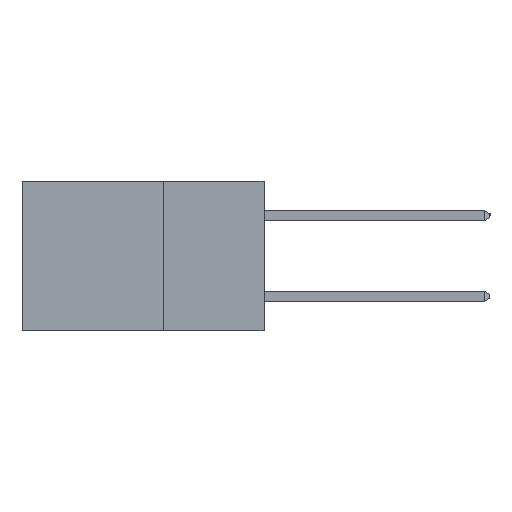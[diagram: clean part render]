
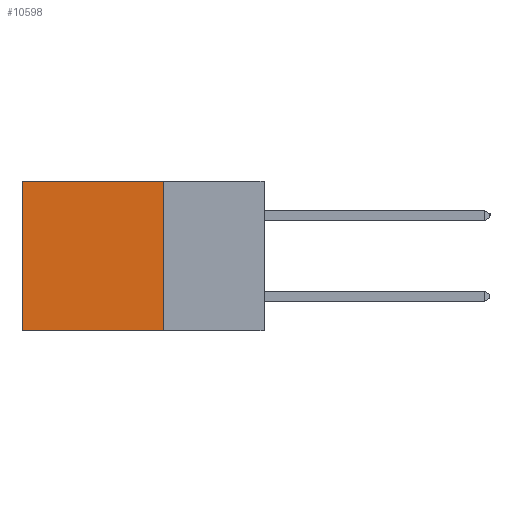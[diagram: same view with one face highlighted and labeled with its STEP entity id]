
A CAD part, left-side view. The second image highlights one B-rep face of the part: STEP entity #10598.
In plain terms, the highlighted planar face has unit normal (-1, 0, 0).
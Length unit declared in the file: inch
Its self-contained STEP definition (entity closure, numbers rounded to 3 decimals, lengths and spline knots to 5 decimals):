
#283 = FACE_OUTER_BOUND ( 'NONE', #9191, .T. ) ;
#641 = EDGE_CURVE ( 'NONE', #6954, #10570, #8067, .T. ) ;
#1354 = CARTESIAN_POINT ( 'NONE',  ( 0.2615, 0.25, -0.37 ) ) ;
#1788 = VECTOR ( 'NONE', #6625, 39.37008 ) ;
#2209 = DIRECTION ( 'NONE',  ( 0., 0., -1. ) ) ;
#2222 = VECTOR ( 'NONE', #2209, 39.37008 ) ;
#2260 = CARTESIAN_POINT ( 'NONE',  ( 0.2615, 0.6, -0.37 ) ) ;
#2327 = EDGE_CURVE ( 'NONE', #10570, #3706, #10264, .T. ) ;
#2384 = LINE ( 'NONE', #2260, #10066 ) ;
#2924 = PLANE ( 'NONE',  #7150 ) ;
#2971 = CARTESIAN_POINT ( 'NONE',  ( 0.2615, 0.25, -0.37 ) ) ;
#3194 = ORIENTED_EDGE ( 'NONE', *, *, #6936, .T. ) ;
#3482 = VECTOR ( 'NONE', #5212, 39.37008 ) ;
#3706 = VERTEX_POINT ( 'NONE', #8290 ) ;
#3810 = ORIENTED_EDGE ( 'NONE', *, *, #8843, .T. ) ;
#4146 = ORIENTED_EDGE ( 'NONE', *, *, #641, .F. ) ;
#5212 = DIRECTION ( 'NONE',  ( 0., 1., 0. ) ) ;
#5237 = DIRECTION ( 'NONE',  ( 1., 0., 0. ) ) ;
#5662 = DIRECTION ( 'NONE',  ( 0., 0., -1. ) ) ;
#6160 = CARTESIAN_POINT ( 'NONE',  ( 0.2615, 0.25, -0.37 ) ) ;
#6625 = DIRECTION ( 'NONE',  ( 0., 1., 0. ) ) ;
#6936 = EDGE_CURVE ( 'NONE', #8598, #3706, #2384, .T. ) ;
#6948 = CARTESIAN_POINT ( 'NONE',  ( 0.2615, 0.6, 0. ) ) ;
#6954 = VERTEX_POINT ( 'NONE', #10538 ) ;
#7150 = AXIS2_PLACEMENT_3D ( 'NONE', #2971, #5237, #9386 ) ;
#7567 = CARTESIAN_POINT ( 'NONE',  ( 0.2615, 0.25, -0.37 ) ) ;
#8067 = LINE ( 'NONE', #1354, #2222 ) ;
#8290 = CARTESIAN_POINT ( 'NONE',  ( 0.2615, 0.6, -0.37 ) ) ;
#8385 = CARTESIAN_POINT ( 'NONE',  ( 0.2615, 0.25, 0. ) ) ;
#8480 = LINE ( 'NONE', #8385, #1788 ) ;
#8598 = VERTEX_POINT ( 'NONE', #6948 ) ;
#8843 = EDGE_CURVE ( 'NONE', #6954, #8598, #8480, .T. ) ;
#9191 = EDGE_LOOP ( 'NONE', ( #3194, #10435, #4146, #3810 ) ) ;
#9386 = DIRECTION ( 'NONE',  ( 0., 0., -1. ) ) ;
#10066 = VECTOR ( 'NONE', #5662, 39.37008 ) ;
#10264 = LINE ( 'NONE', #7567, #3482 ) ;
#10435 = ORIENTED_EDGE ( 'NONE', *, *, #2327, .F. ) ;
#10538 = CARTESIAN_POINT ( 'NONE',  ( 0.2615, 0.25, 0. ) ) ;
#10570 = VERTEX_POINT ( 'NONE', #6160 ) ;
#10598 = ADVANCED_FACE ( 'NONE', ( #283 ), #2924, .F. ) ;
